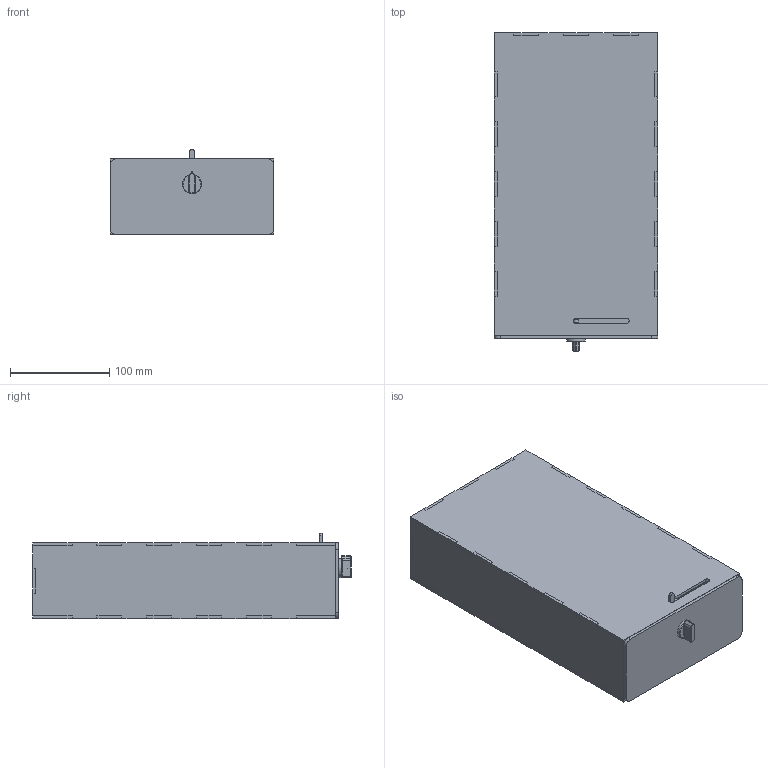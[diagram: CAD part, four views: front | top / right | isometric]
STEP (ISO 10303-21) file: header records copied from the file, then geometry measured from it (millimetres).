
FILE_DESCRIPTION(/* description */ (''),/* implementation_level */ '2;1');
FILE_NAME(/* name */ 'Map Box v10.step',/* time_stamp */ '2022-04-10T18:42:37-06:00',/* author */ (''),/* organization */ (''),/* preprocessor_version */ 'ST-DEVELOPER v18.1',/* originating_system */ 'Autodesk Translation Framework v10.14.0.1471',/* authorisation */ '');
FILE_SCHEMA (('AUTOMOTIVE_DESIGN { 1 0 10303 214 3 1 1 }'));
Length unit declared in the file: inch
Products named in the file (5): Map Box; Face; Knob; Face (1); Body - Finger Joints using MakerCase
Assembly tree (4 placements, depth 3):
  Map Box
    Face
      Knob
      Face (1)
    Body - Finger Joints using MakerCase
Bounding box: 165.1 x 320.68 x 85.69 mm (x, y, z)
Volume: 505573.7 mm3; surface area: 350428.8 mm2
Topology: 7 solids, 7 shells, 317 faces, 883 edges, 580 vertices
Faces by surface type: plane 277, cylinder 24, torus 7, bspline 6, sphere 3
Full cylindrical faces by diameter (mm): 2.9 x2, 4.88 x1, 5.08 x1, 6.35 x1, 19.05 x1
Entity records: 10376 total; most frequent: CARTESIAN_POINT 2098, ORIENTED_EDGE 1762, DIRECTION 1565, EDGE_CURVE 881, LINE 795, VECTOR 795, VERTEX_POINT 580, AXIS2_PLACEMENT_3D 385
